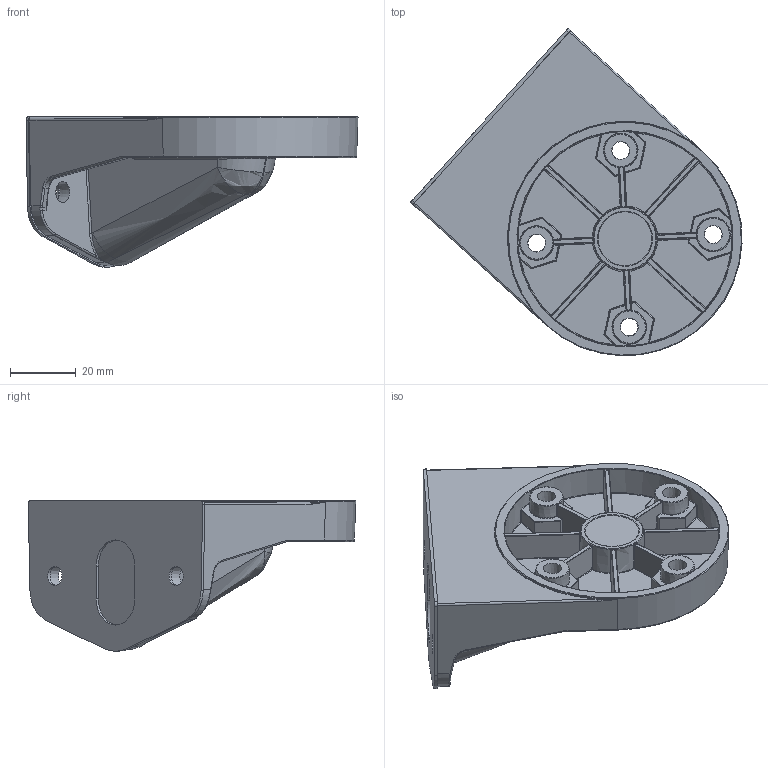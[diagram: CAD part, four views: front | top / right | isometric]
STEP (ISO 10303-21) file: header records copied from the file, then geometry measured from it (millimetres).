
FILE_DESCRIPTION(/* description */ (''),/* implementation_level */ '2;1');
FILE_NAME(/* name */ 'XWR.stp',/* time_stamp */ '2014-06-24T09:49:17+02:00',/* author */ (''),/* organization */ (''),/* preprocessor_version */ 'ST-DEVELOPER v11',/* originating_system */ 'SIEMENS PLM Software NX 7.5',/* authorisation */ '');
FILE_SCHEMA (('AUTOMOTIVE_DESIGN { 1 0 10303 214 1 1 1 1 }'));
Length unit declared in the file: millimetre
Products named in the file (1): m.neD7C8no3i
Bounding box: 101.38 x 100.01 x 46 mm (x, y, z)
Volume: 77522.9 mm3; surface area: 34451.5 mm2
Topology: 2 solids, 2 shells, 933 faces, 2218 edges, 1191 vertices
Faces by surface type: cylinder 272, bspline 245, plane 177, sphere 103, torus 92, cone 43, extrusion 1
Full cylindrical faces by diameter (mm): 5.8 x2
Entity records: 31526 total; most frequent: CARTESIAN_POINT 11364, ORIENTED_EDGE 4128, DIRECTION 4124, EDGE_CURVE 2064, AXIS2_PLACEMENT_3D 1734, VERTEX_POINT 1175, EDGE_LOOP 991, ADVANCED_FACE 933
